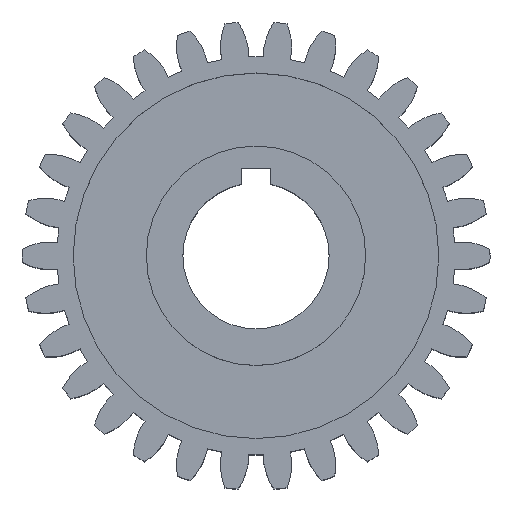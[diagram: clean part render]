
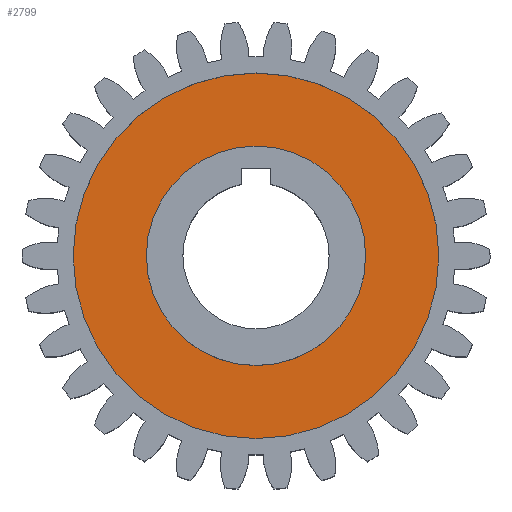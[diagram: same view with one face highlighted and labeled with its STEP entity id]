
A CAD part, top view. The second image highlights one B-rep face of the part: STEP entity #2799.
In plain terms, the highlighted planar face has unit normal (0, 0, 1).
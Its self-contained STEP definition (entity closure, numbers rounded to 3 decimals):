
#71 = CARTESIAN_POINT ( 'NONE',  ( 0., 0., 4.5 ) ) ;
#313 = DIRECTION ( 'NONE',  ( 0., 0., 1. ) ) ;
#525 = EDGE_CURVE ( 'NONE', #2019, #1634, #2036, .T. ) ;
#559 = DIRECTION ( 'NONE',  ( 1., 0., 0. ) ) ;
#708 = CARTESIAN_POINT ( 'NONE',  ( 0., 0., 4.5 ) ) ;
#734 = FACE_OUTER_BOUND ( 'NONE', #2757, .T. ) ;
#779 = VERTEX_POINT ( 'NONE', #1958 ) ;
#912 = EDGE_LOOP ( 'NONE', ( #3334, #4608 ) ) ;
#1078 = FACE_BOUND ( 'NONE', #912, .T. ) ;
#1196 = EDGE_CURVE ( 'NONE', #2312, #779, #4709, .T. ) ;
#1354 = CIRCLE ( 'NONE', #4513, 7.5 ) ;
#1416 = DIRECTION ( 'NONE',  ( 1., 0., 0. ) ) ;
#1441 = CARTESIAN_POINT ( 'NONE',  ( 0., 0., 4.5 ) ) ;
#1462 = AXIS2_PLACEMENT_3D ( 'NONE', #71, #4572, #3778 ) ;
#1634 = VERTEX_POINT ( 'NONE', #3094 ) ;
#1806 = EDGE_CURVE ( 'NONE', #1634, #2019, #3671, .T. ) ;
#1958 = CARTESIAN_POINT ( 'NONE',  ( 7.5, 0., 4.5 ) ) ;
#2008 = ORIENTED_EDGE ( 'NONE', *, *, #1806, .T. ) ;
#2019 = VERTEX_POINT ( 'NONE', #2992 ) ;
#2036 = CIRCLE ( 'NONE', #3377, 12.5 ) ;
#2266 = PLANE ( 'NONE',  #2890 ) ;
#2312 = VERTEX_POINT ( 'NONE', #3608 ) ;
#2435 = CARTESIAN_POINT ( 'NONE',  ( 0., 0., 4.5 ) ) ;
#2571 = DIRECTION ( 'NONE',  ( 0., 0., 1. ) ) ;
#2585 = DIRECTION ( 'NONE',  ( 1., 0., 0. ) ) ;
#2647 = AXIS2_PLACEMENT_3D ( 'NONE', #3613, #2571, #4825 ) ;
#2757 = EDGE_LOOP ( 'NONE', ( #3953, #2008 ) ) ;
#2799 = ADVANCED_FACE ( 'NONE', ( #1078, #734 ), #2266, .T. ) ;
#2890 = AXIS2_PLACEMENT_3D ( 'NONE', #708, #313, #2585 ) ;
#2992 = CARTESIAN_POINT ( 'NONE',  ( 12.5, 0., 4.5 ) ) ;
#3094 = CARTESIAN_POINT ( 'NONE',  ( -12.5, 0., 4.5 ) ) ;
#3334 = ORIENTED_EDGE ( 'NONE', *, *, #4034, .F. ) ;
#3377 = AXIS2_PLACEMENT_3D ( 'NONE', #1441, #4024, #1416 ) ;
#3608 = CARTESIAN_POINT ( 'NONE',  ( -7.5, 0., 4.5 ) ) ;
#3613 = CARTESIAN_POINT ( 'NONE',  ( 0., 0., 4.5 ) ) ;
#3671 = CIRCLE ( 'NONE', #2647, 12.5 ) ;
#3778 = DIRECTION ( 'NONE',  ( 1., 0., 0. ) ) ;
#3950 = DIRECTION ( 'NONE',  ( 0., 0., 1. ) ) ;
#3953 = ORIENTED_EDGE ( 'NONE', *, *, #525, .T. ) ;
#4024 = DIRECTION ( 'NONE',  ( 0., 0., 1. ) ) ;
#4034 = EDGE_CURVE ( 'NONE', #779, #2312, #1354, .T. ) ;
#4513 = AXIS2_PLACEMENT_3D ( 'NONE', #2435, #3950, #559 ) ;
#4572 = DIRECTION ( 'NONE',  ( 0., 0., 1. ) ) ;
#4608 = ORIENTED_EDGE ( 'NONE', *, *, #1196, .F. ) ;
#4709 = CIRCLE ( 'NONE', #1462, 7.5 ) ;
#4825 = DIRECTION ( 'NONE',  ( 1., 0., 0. ) ) ;
